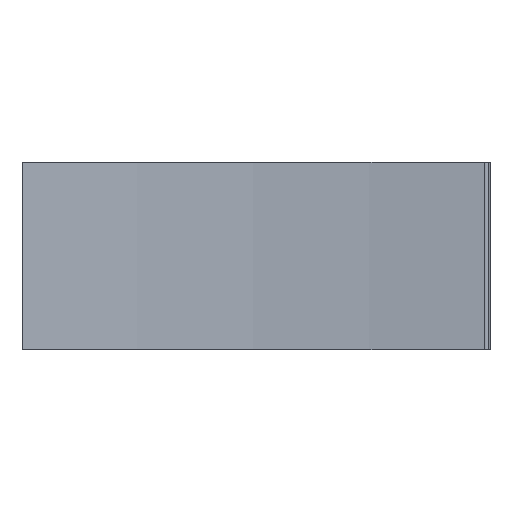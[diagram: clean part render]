
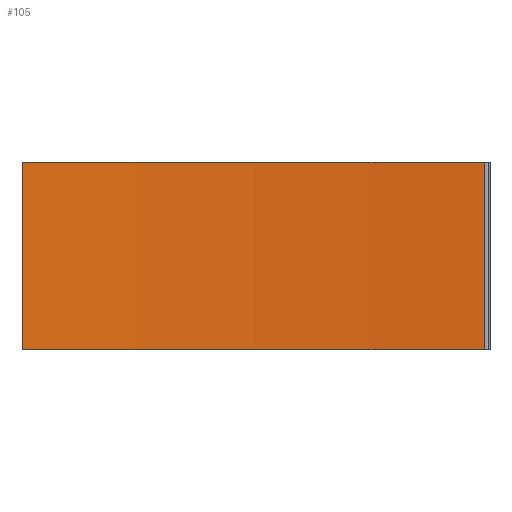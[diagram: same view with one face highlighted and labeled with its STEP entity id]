
A CAD part, front view. The second image highlights one B-rep face of the part: STEP entity #105.
In plain terms, the highlighted cylindrical face has radius 908.13 mm (diameter 1816.26 mm), a partial arc.
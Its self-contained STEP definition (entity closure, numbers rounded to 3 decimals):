
#105=ADVANCED_FACE('',(#208),#209,.F.);
#208=FACE_OUTER_BOUND('',#306,.T.);
#209=CYLINDRICAL_SURFACE('',#307,908.13);
#306=EDGE_LOOP('',(#547,#548,#549,#550));
#307=AXIS2_PLACEMENT_3D('',#551,#552,#553);
#547=ORIENTED_EDGE('',*,*,#654,.F.);
#548=ORIENTED_EDGE('',*,*,#675,.T.);
#549=ORIENTED_EDGE('',*,*,#644,.F.);
#550=ORIENTED_EDGE('',*,*,#716,.F.);
#551=CARTESIAN_POINT('',(1734.207,2363.897,25.629));
#552=DIRECTION('',(0.0,0.0,-1.0));
#553=DIRECTION('',(-1.0,0.0,0.0));
#644=EDGE_CURVE('',#784,#786,#787,.T.);
#654=EDGE_CURVE('',#802,#804,#805,.T.);
#675=EDGE_CURVE('',#802,#786,#836,.T.);
#716=EDGE_CURVE('',#804,#784,#886,.T.);
#784=VERTEX_POINT('',#968);
#786=VERTEX_POINT('',#970);
#787=LINE('',#971,#972);
#802=VERTEX_POINT('',#990);
#804=VERTEX_POINT('',#993);
#805=LINE('',#994,#995);
#836=CIRCLE('',#1032,908.13);
#886=CIRCLE('',#1095,908.13);
#968=CARTESIAN_POINT('',(1826.581,3267.317,25.629));
#970=CARTESIAN_POINT('',(1826.581,3267.317,-74.371));
#971=CARTESIAN_POINT('',(1826.581,3267.317,25.629));
#972=VECTOR('',#1160,1.0);
#990=CARTESIAN_POINT('',(1580.0,3258.839,-74.371));
#993=CARTESIAN_POINT('',(1580.0,3258.839,25.629));
#994=CARTESIAN_POINT('',(1580.0,3258.839,-24.371));
#995=VECTOR('',#1174,1.0);
#1032=AXIS2_PLACEMENT_3D('',#1220,#1221,#1222);
#1095=AXIS2_PLACEMENT_3D('',#1269,#1270,#1271);
#1160=DIRECTION('',(0.0,0.0,-1.0));
#1174=DIRECTION('',(0.0,0.0,1.0));
#1220=CARTESIAN_POINT('',(1734.207,2363.897,-74.371));
#1221=DIRECTION('',(0.0,0.0,-1.0));
#1222=DIRECTION('',(-1.0,0.0,0.0));
#1269=CARTESIAN_POINT('',(1734.207,2363.897,25.629));
#1270=DIRECTION('',(0.0,0.0,-1.0));
#1271=DIRECTION('',(-1.0,0.0,0.0));
